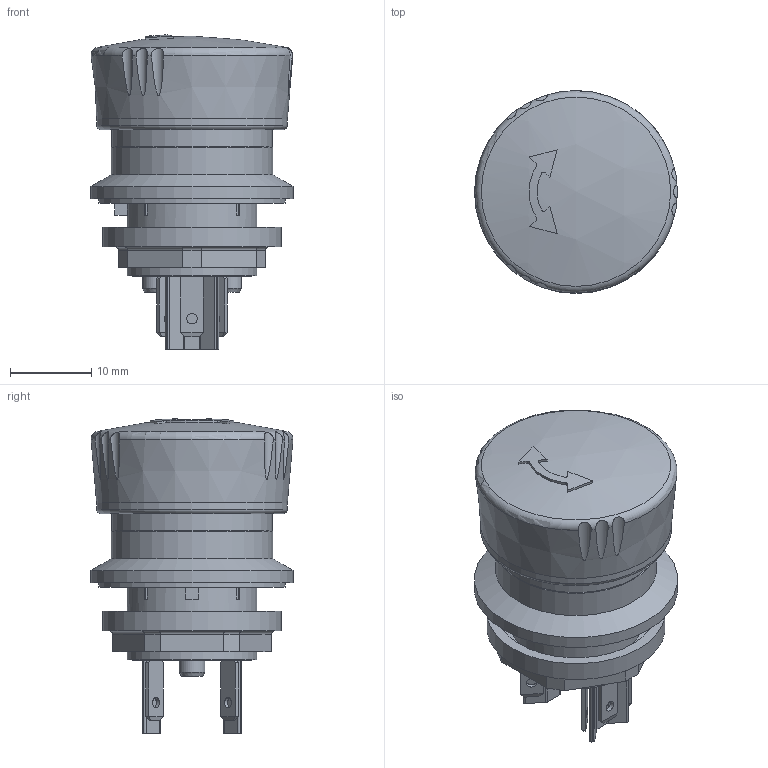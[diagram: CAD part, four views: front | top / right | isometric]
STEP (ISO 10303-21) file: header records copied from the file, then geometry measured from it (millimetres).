
FILE_DESCRIPTION(/* description */ (''),/* implementation_level */ '2;1');
FILE_NAME(/* name */ 'YVLOO.stp',/* time_stamp */ '2017-09-04T14:58:35+02:00',/* author */ ('mharscher'),/* organization */ (''),/* preprocessor_version */ 'ST-DEVELOPER v16.1',/* originating_system */ 'Autodesk Inventor 2016',/* authorisation */ '');
FILE_SCHEMA (('AUTOMOTIVE_DESIGN { 1 0 10303 214 3 1 1 }'));
Length unit declared in the file: centimetre
Products named in the file (1): YVLOO
Bounding box: 25 x 25 x 38.71 mm (x, y, z)
Volume: 10620.8 mm3; surface area: 4343.5 mm2
Topology: 1 solids, 1 shells, 960 faces, 2696 edges, 1782 vertices
Faces by surface type: plane 839, cylinder 104, torus 8, cone 7, sphere 2
Full cylindrical faces by diameter (mm): 1.3 x6, 3.2 x3, 14.77 x1, 16 x2, 16.5 x1, 19.5 x1, 19.75 x1, 19.85 x1, 22 x1, 23 x1, 23.5 x1, 25 x1
Entity records: 30855 total; most frequent: CARTESIAN_POINT 6094, ORIENTED_EDGE 5304, DIRECTION 4762, EDGE_CURVE 2652, LINE 2398, VECTOR 2398, VERTEX_POINT 1769, AXIS2_PLACEMENT_3D 1182
